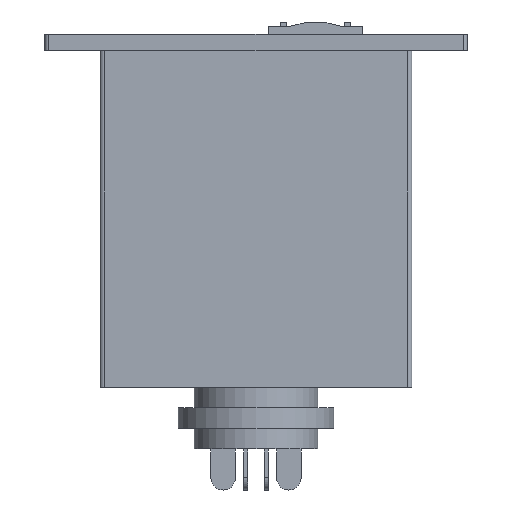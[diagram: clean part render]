
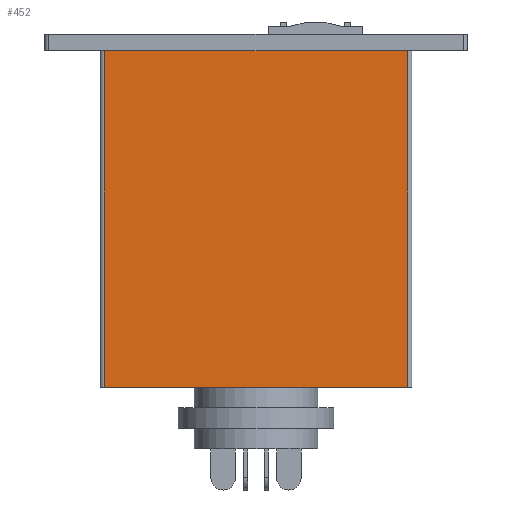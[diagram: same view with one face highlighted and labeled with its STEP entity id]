
A CAD part, left-side view. The second image highlights one B-rep face of the part: STEP entity #452.
In plain terms, the highlighted planar face has unit normal (-1, 0, 0).
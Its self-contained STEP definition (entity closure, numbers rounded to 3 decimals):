
#98 = DIRECTION ( 'NONE',  ( 1., 0., 0. ) ) ;
#130 = CARTESIAN_POINT ( 'NONE',  ( -22., -37., 0. ) ) ;
#407 = EDGE_CURVE ( 'NONE', #2697, #1940, #2083, .T. ) ;
#452 = ADVANCED_FACE ( 'NONE', ( #3131 ), #643, .F. ) ;
#522 = LINE ( 'NONE', #3410, #3154 ) ;
#643 = PLANE ( 'NONE',  #1734 ) ;
#1036 = CARTESIAN_POINT ( 'NONE',  ( -22., 38., 0. ) ) ;
#1204 = CARTESIAN_POINT ( 'NONE',  ( -22., 37., -82. ) ) ;
#1265 = VECTOR ( 'NONE', #3206, 1000. ) ;
#1339 = EDGE_CURVE ( 'NONE', #2512, #3373, #3254, .T. ) ;
#1439 = CARTESIAN_POINT ( 'NONE',  ( -22., -37., -82. ) ) ;
#1458 = ORIENTED_EDGE ( 'NONE', *, *, #3461, .F. ) ;
#1587 = EDGE_CURVE ( 'NONE', #3373, #2697, #2974, .T. ) ;
#1590 = ORIENTED_EDGE ( 'NONE', *, *, #1339, .T. ) ;
#1729 = VECTOR ( 'NONE', #1743, 1000. ) ;
#1734 = AXIS2_PLACEMENT_3D ( 'NONE', #1925, #98, #3420 ) ;
#1735 = DIRECTION ( 'NONE',  ( 0., 0., -1. ) ) ;
#1743 = DIRECTION ( 'NONE',  ( 0., 0., 1. ) ) ;
#1755 = DIRECTION ( 'NONE',  ( 0., 1., 0. ) ) ;
#1842 = VECTOR ( 'NONE', #1735, 1000. ) ;
#1853 = EDGE_LOOP ( 'NONE', ( #2827, #3302, #1458, #1590 ) ) ;
#1925 = CARTESIAN_POINT ( 'NONE',  ( -22., 38., -82. ) ) ;
#1940 = VERTEX_POINT ( 'NONE', #3081 ) ;
#2083 = LINE ( 'NONE', #1204, #1842 ) ;
#2512 = VERTEX_POINT ( 'NONE', #1439 ) ;
#2697 = VERTEX_POINT ( 'NONE', #2712 ) ;
#2712 = CARTESIAN_POINT ( 'NONE',  ( -22., 37., 0. ) ) ;
#2827 = ORIENTED_EDGE ( 'NONE', *, *, #1587, .T. ) ;
#2974 = LINE ( 'NONE', #1036, #1265 ) ;
#3081 = CARTESIAN_POINT ( 'NONE',  ( -22., 37., -82. ) ) ;
#3129 = CARTESIAN_POINT ( 'NONE',  ( -22., -37., -82. ) ) ;
#3131 = FACE_OUTER_BOUND ( 'NONE', #1853, .T. ) ;
#3154 = VECTOR ( 'NONE', #1755, 1000. ) ;
#3206 = DIRECTION ( 'NONE',  ( 0., 1., 0. ) ) ;
#3254 = LINE ( 'NONE', #3129, #1729 ) ;
#3302 = ORIENTED_EDGE ( 'NONE', *, *, #407, .T. ) ;
#3373 = VERTEX_POINT ( 'NONE', #130 ) ;
#3410 = CARTESIAN_POINT ( 'NONE',  ( -22., 38., -82. ) ) ;
#3420 = DIRECTION ( 'NONE',  ( 0., 0., -1. ) ) ;
#3461 = EDGE_CURVE ( 'NONE', #2512, #1940, #522, .T. ) ;
